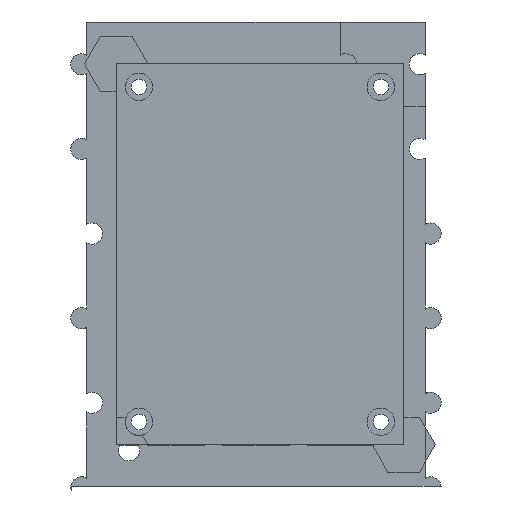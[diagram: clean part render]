
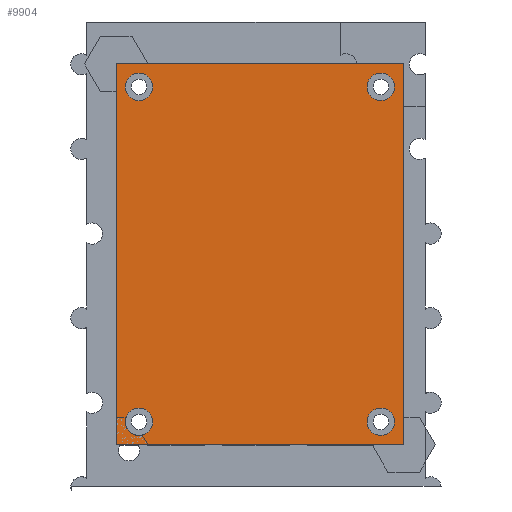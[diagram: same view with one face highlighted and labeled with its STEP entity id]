
A CAD part, front view. The second image highlights one B-rep face of the part: STEP entity #9904.
In plain terms, the highlighted planar face has unit normal (0, -1, 0).
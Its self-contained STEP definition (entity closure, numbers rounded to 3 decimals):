
#632=FACE_BOUND('',#1446,.T.);
#633=FACE_BOUND('',#1447,.T.);
#634=FACE_BOUND('',#1448,.T.);
#635=FACE_BOUND('',#1449,.T.);
#922=FACE_OUTER_BOUND('',#1445,.T.);
#1445=EDGE_LOOP('',(#8606,#8607,#8608,#8609));
#1446=EDGE_LOOP('',(#8610));
#1447=EDGE_LOOP('',(#8611));
#1448=EDGE_LOOP('',(#8612));
#1449=EDGE_LOOP('',(#8613));
#2391=LINE('',#16515,#3429);
#2394=LINE('',#16520,#3432);
#2396=LINE('',#16524,#3434);
#2397=LINE('',#16526,#3435);
#3429=VECTOR('',#12448,10.);
#3432=VECTOR('',#12453,10.);
#3434=VECTOR('',#12457,10.);
#3435=VECTOR('',#12460,10.);
#3922=CIRCLE('',#10596,3.);
#3924=CIRCLE('',#10599,3.);
#3926=CIRCLE('',#10602,3.);
#3928=CIRCLE('',#10605,3.);
#4899=VERTEX_POINT('',#16487);
#4901=VERTEX_POINT('',#16493);
#4903=VERTEX_POINT('',#16499);
#4905=VERTEX_POINT('',#16505);
#4906=VERTEX_POINT('',#16512);
#4907=VERTEX_POINT('',#16514);
#4908=VERTEX_POINT('',#16518);
#4909=VERTEX_POINT('',#16522);
#6338=EDGE_CURVE('',#4899,#4899,#3922,.T.);
#6341=EDGE_CURVE('',#4901,#4901,#3924,.T.);
#6344=EDGE_CURVE('',#4903,#4903,#3926,.T.);
#6347=EDGE_CURVE('',#4905,#4905,#3928,.T.);
#6350=EDGE_CURVE('',#4907,#4906,#2391,.T.);
#6353=EDGE_CURVE('',#4906,#4908,#2394,.T.);
#6355=EDGE_CURVE('',#4908,#4909,#2396,.T.);
#6356=EDGE_CURVE('',#4909,#4907,#2397,.T.);
#8606=ORIENTED_EDGE('',*,*,#6356,.T.);
#8607=ORIENTED_EDGE('',*,*,#6350,.T.);
#8608=ORIENTED_EDGE('',*,*,#6353,.T.);
#8609=ORIENTED_EDGE('',*,*,#6355,.T.);
#8610=ORIENTED_EDGE('',*,*,#6344,.F.);
#8611=ORIENTED_EDGE('',*,*,#6338,.F.);
#8612=ORIENTED_EDGE('',*,*,#6347,.F.);
#8613=ORIENTED_EDGE('',*,*,#6341,.F.);
#9487=PLANE('',#10612);
#9904=ADVANCED_FACE('',(#922,#632,#633,#634,#635),#9487,.F.);
#10596=AXIS2_PLACEMENT_3D('',#16489,#12417,#12418);
#10599=AXIS2_PLACEMENT_3D('',#16495,#12424,#12425);
#10602=AXIS2_PLACEMENT_3D('',#16501,#12431,#12432);
#10605=AXIS2_PLACEMENT_3D('',#16507,#12438,#12439);
#10612=AXIS2_PLACEMENT_3D('',#16527,#12461,#12462);
#12417=DIRECTION('center_axis',(0.,-1.,0.));
#12418=DIRECTION('ref_axis',(1.,0.,0.));
#12424=DIRECTION('center_axis',(0.,-1.,0.));
#12425=DIRECTION('ref_axis',(1.,0.,0.));
#12431=DIRECTION('center_axis',(0.,-1.,0.));
#12432=DIRECTION('ref_axis',(1.,0.,0.));
#12438=DIRECTION('center_axis',(0.,-1.,0.));
#12439=DIRECTION('ref_axis',(1.,0.,0.));
#12448=DIRECTION('',(0.,0.,-1.));
#12453=DIRECTION('',(1.,0.,0.));
#12457=DIRECTION('',(0.,0.,1.));
#12460=DIRECTION('',(-1.,0.,0.));
#12461=DIRECTION('center_axis',(0.,1.,0.));
#12462=DIRECTION('ref_axis',(1.,0.,0.));
#16487=CARTESIAN_POINT('',(-29.422,0.,36.61));
#16489=CARTESIAN_POINT('Origin',(-26.422,0.,36.61));
#16493=CARTESIAN_POINT('',(23.422,0.,36.61));
#16495=CARTESIAN_POINT('Origin',(26.422,0.,36.61));
#16499=CARTESIAN_POINT('',(23.422,0.,-36.61));
#16501=CARTESIAN_POINT('Origin',(26.422,0.,-36.61));
#16505=CARTESIAN_POINT('',(-29.422,0.,-36.61));
#16507=CARTESIAN_POINT('Origin',(-26.422,0.,-36.61));
#16512=CARTESIAN_POINT('',(-31.422,0.,-41.61));
#16514=CARTESIAN_POINT('',(-31.422,0.,41.61));
#16515=CARTESIAN_POINT('',(-31.422,0.,41.61));
#16518=CARTESIAN_POINT('',(31.422,0.,-41.61));
#16520=CARTESIAN_POINT('',(-31.422,0.,-41.61));
#16522=CARTESIAN_POINT('',(31.422,0.,41.61));
#16524=CARTESIAN_POINT('',(31.422,0.,-41.61));
#16526=CARTESIAN_POINT('',(31.422,0.,41.61));
#16527=CARTESIAN_POINT('Origin',(0.,0.,0.));
